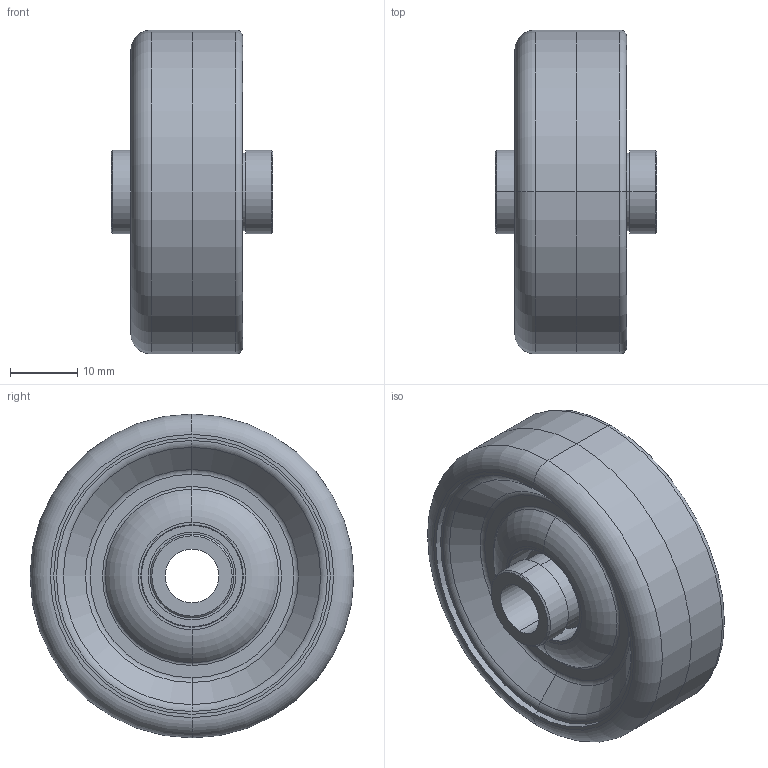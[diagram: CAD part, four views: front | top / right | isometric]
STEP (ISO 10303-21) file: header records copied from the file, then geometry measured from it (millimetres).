
FILE_DESCRIPTION (( 'STEP AP214' ), '1' );
FILE_NAME ('0011528.step', '2021-02-26T12:07:46', ( '' ), ( '' ), 'SwSTEP 2.0', 'SolidWorks 2020', '' );
FILE_SCHEMA (( 'AUTOMOTIVE_DESIGN' ));
Length unit declared in the file: millimetre
Products named in the file (1): 0011528
Bounding box: 24 x 48 x 48 mm (x, y, z)
Volume: 20871.5 mm3; surface area: 12239.7 mm2
Topology: 2 solids, 2 shells, 80 faces, 160 edges, 96 vertices
Faces by surface type: cylinder 26, torus 26, plane 16, cone 12
Entity records: 3041 total; most frequent: DIRECTION 444, CARTESIAN_POINT 337, ORIENTED_EDGE 320, AXIS2_PLACEMENT_3D 203, EDGE_CURVE 160, CIRCLE 122, EDGE_LOOP 96, VERTEX_POINT 96
